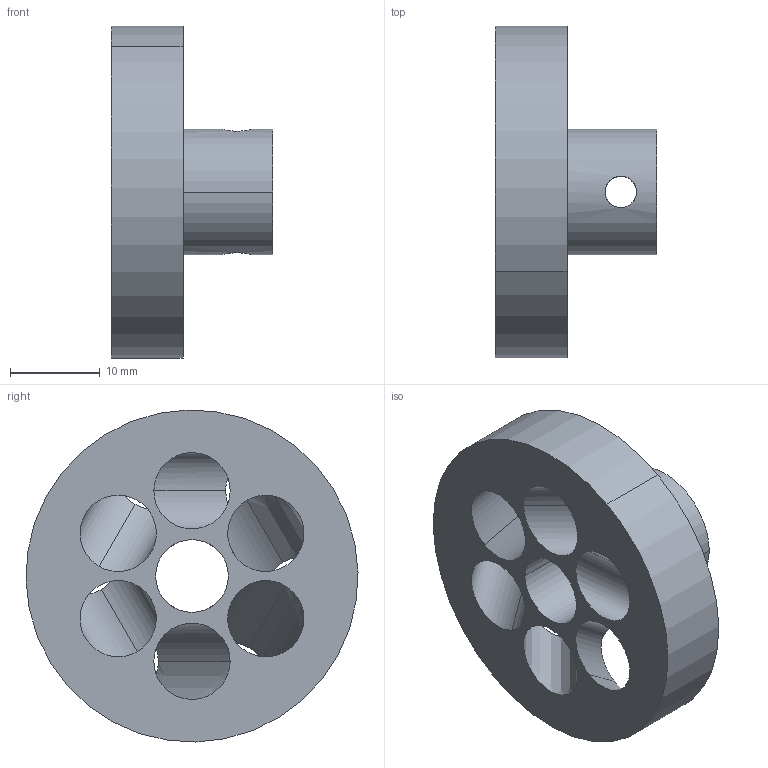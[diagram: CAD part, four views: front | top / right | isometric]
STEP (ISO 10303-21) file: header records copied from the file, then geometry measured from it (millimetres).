
FILE_DESCRIPTION(('CATIA V5 STEP Exchange'),'2;1');
FILE_NAME('spinner02.stp','2019-05-25T15:05:43+00:00',('none'),('none'),'CATIA Version 5 Release 19 GA (IN-10)','CATIA V5 STEP AP203','none');
FILE_SCHEMA(('CONFIG_CONTROL_DESIGN'));
Length unit declared in the file: millimetre
Products named in the file (1): spinner02
Bounding box: 18 x 36.99 x 36.99 mm (x, y, z)
Volume: 6432.2 mm3; surface area: 4780.5 mm2
Topology: 1 solids, 1 shells, 27 faces, 73 edges, 51 vertices
Faces by surface type: cylinder 12, extrusion 12, plane 3
Entity records: 1456 total; most frequent: CARTESIAN_POINT 768, ORIENTED_EDGE 140, DIRECTION 78, EDGE_CURVE 70, EDGE_LOOP 46, VERTEX_POINT 46, VECTOR 37, B_SPLINE_CURVE_WITH_KNOTS 35
